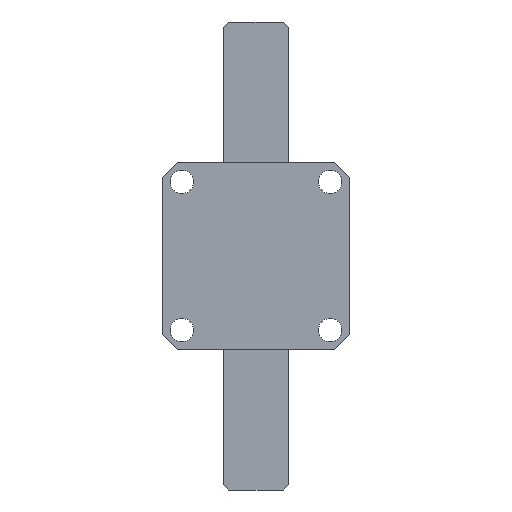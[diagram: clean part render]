
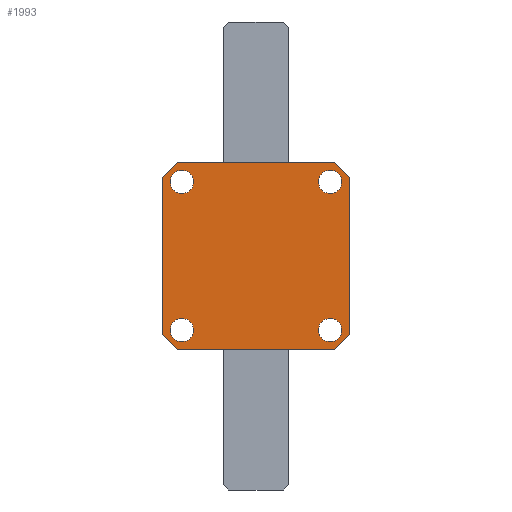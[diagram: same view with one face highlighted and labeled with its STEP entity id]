
A CAD part, front view. The second image highlights one B-rep face of the part: STEP entity #1993.
In plain terms, the highlighted planar face has unit normal (0, -1, 0).
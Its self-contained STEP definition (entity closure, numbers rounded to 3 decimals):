
#256 = CARTESIAN_POINT ( 'NONE',  ( -36., 0., 36. ) ) ;
#270 = VERTEX_POINT ( 'NONE', #6954 ) ;
#275 = VERTEX_POINT ( 'NONE', #1909 ) ;
#326 = ORIENTED_EDGE ( 'NONE', *, *, #3245, .F. ) ;
#335 = ORIENTED_EDGE ( 'NONE', *, *, #3262, .F. ) ;
#361 = ORIENTED_EDGE ( 'NONE', *, *, #3259, .F. ) ;
#409 = ORIENTED_EDGE ( 'NONE', *, *, #3265, .T. ) ;
#412 = ORIENTED_EDGE ( 'NONE', *, *, #3257, .F. ) ;
#446 = ORIENTED_EDGE ( 'NONE', *, *, #3260, .F. ) ;
#463 = ORIENTED_EDGE ( 'NONE', *, *, #3266, .T. ) ;
#474 = ORIENTED_EDGE ( 'NONE', *, *, #3251, .F. ) ;
#583 = ORIENTED_EDGE ( 'NONE', *, *, #3261, .F. ) ;
#616 = ORIENTED_EDGE ( 'NONE', *, *, #3247, .F. ) ;
#644 = ORIENTED_EDGE ( 'NONE', *, *, #3236, .F. ) ;
#700 = ORIENTED_EDGE ( 'NONE', *, *, #3264, .T. ) ;
#723 = ORIENTED_EDGE ( 'NONE', *, *, #3239, .F. ) ;
#786 = ORIENTED_EDGE ( 'NONE', *, *, #3263, .T. ) ;
#833 = ORIENTED_EDGE ( 'NONE', *, *, #2616, .F. ) ;
#837 = ORIENTED_EDGE ( 'NONE', *, *, #3254, .F. ) ;
#1178 = CIRCLE ( 'NONE', #5203, 4.5 ) ;
#1184 = CIRCLE ( 'NONE', #5206, 4.5 ) ;
#1187 = LINE ( 'NONE', #5438, #1198 ) ;
#1189 = CIRCLE ( 'NONE', #5207, 4.5 ) ;
#1198 = VECTOR ( 'NONE', #5432, 1000. ) ;
#1201 = VECTOR ( 'NONE', #5448, 1000. ) ;
#1202 = LINE ( 'NONE', #5446, #1201 ) ;
#1203 = LINE ( 'NONE', #5451, #1209 ) ;
#1209 = VECTOR ( 'NONE', #5452, 1000. ) ;
#1210 = CIRCLE ( 'NONE', #5214, 47. ) ;
#1211 = CIRCLE ( 'NONE', #5212, 4.5 ) ;
#1212 = CIRCLE ( 'NONE', #5211, 4.5 ) ;
#1214 = CIRCLE ( 'NONE', #5210, 4.5 ) ;
#1215 = CIRCLE ( 'NONE', #5215, 47. ) ;
#1216 = CIRCLE ( 'NONE', #5213, 4.5 ) ;
#1218 = CIRCLE ( 'NONE', #5217, 47. ) ;
#1219 = CIRCLE ( 'NONE', #5216, 47. ) ;
#1231 = CIRCLE ( 'NONE', #5201, 4.5 ) ;
#1536 = DIRECTION ( 'NONE',  ( 1., 0., 0. ) ) ;
#1909 = CARTESIAN_POINT ( 'NONE',  ( -36., 0., -30.216 ) ) ;
#1993 = ADVANCED_FACE ( 'NONE', ( #3765, #3471, #3756, #3794, #3814 ), #2897, .T. ) ;
#2253 = AXIS2_PLACEMENT_3D ( 'NONE', #2894, #2893, #2900 ) ;
#2616 = EDGE_CURVE ( 'NONE', #4162, #4197, #4006, .T. ) ;
#2893 = DIRECTION ( 'NONE',  ( 0., -1., 0. ) ) ;
#2894 = CARTESIAN_POINT ( 'NONE',  ( 0., 0., 0. ) ) ;
#2897 = PLANE ( 'NONE',  #2253 ) ;
#2900 = DIRECTION ( 'NONE',  ( 0., 0., -1. ) ) ;
#3236 = EDGE_CURVE ( 'NONE', #3677, #4212, #1231, .T. ) ;
#3239 = EDGE_CURVE ( 'NONE', #4156, #4231, #1178, .T. ) ;
#3245 = EDGE_CURVE ( 'NONE', #3997, #4188, #1184, .T. ) ;
#3247 = EDGE_CURVE ( 'NONE', #4023, #4178, #1189, .T. ) ;
#3251 = EDGE_CURVE ( 'NONE', #270, #3525, #1187, .T. ) ;
#3254 = EDGE_CURVE ( 'NONE', #3580, #4184, #1202, .T. ) ;
#3257 = EDGE_CURVE ( 'NONE', #275, #4003, #1203, .T. ) ;
#3259 = EDGE_CURVE ( 'NONE', #4178, #4023, #1214, .T. ) ;
#3260 = EDGE_CURVE ( 'NONE', #4188, #3997, #1212, .T. ) ;
#3261 = EDGE_CURVE ( 'NONE', #4212, #3677, #1211, .T. ) ;
#3262 = EDGE_CURVE ( 'NONE', #4231, #4156, #1216, .T. ) ;
#3263 = EDGE_CURVE ( 'NONE', #3580, #3525, #1210, .T. ) ;
#3264 = EDGE_CURVE ( 'NONE', #270, #4197, #1215, .T. ) ;
#3265 = EDGE_CURVE ( 'NONE', #4162, #4003, #1219, .T. ) ;
#3266 = EDGE_CURVE ( 'NONE', #275, #4184, #1218, .T. ) ;
#3359 = EDGE_LOOP ( 'NONE', ( #644, #583 ) ) ;
#3368 = EDGE_LOOP ( 'NONE', ( #326, #446 ) ) ;
#3374 = EDGE_LOOP ( 'NONE', ( #837, #786, #474, #700, #833, #409, #412, #463 ) ) ;
#3471 = FACE_BOUND ( 'NONE', #3368, .T. ) ;
#3525 = VERTEX_POINT ( 'NONE', #4969 ) ;
#3580 = VERTEX_POINT ( 'NONE', #4977 ) ;
#3677 = VERTEX_POINT ( 'NONE', #4986 ) ;
#3756 = FACE_BOUND ( 'NONE', #3359, .T. ) ;
#3765 = FACE_BOUND ( 'NONE', #4044, .T. ) ;
#3794 = FACE_BOUND ( 'NONE', #4183, .T. ) ;
#3796 = VECTOR ( 'NONE', #1536, 1000. ) ;
#3814 = FACE_OUTER_BOUND ( 'NONE', #3374, .T. ) ;
#3997 = VERTEX_POINT ( 'NONE', #5792 ) ;
#4003 = VERTEX_POINT ( 'NONE', #5784 ) ;
#4006 = LINE ( 'NONE', #256, #3796 ) ;
#4023 = VERTEX_POINT ( 'NONE', #5799 ) ;
#4044 = EDGE_LOOP ( 'NONE', ( #616, #361 ) ) ;
#4156 = VERTEX_POINT ( 'NONE', #5851 ) ;
#4162 = VERTEX_POINT ( 'NONE', #5855 ) ;
#4178 = VERTEX_POINT ( 'NONE', #5867 ) ;
#4183 = EDGE_LOOP ( 'NONE', ( #723, #335 ) ) ;
#4184 = VERTEX_POINT ( 'NONE', #5872 ) ;
#4188 = VERTEX_POINT ( 'NONE', #5874 ) ;
#4197 = VERTEX_POINT ( 'NONE', #5879 ) ;
#4212 = VERTEX_POINT ( 'NONE', #5885 ) ;
#4231 = VERTEX_POINT ( 'NONE', #5898 ) ;
#4969 = CARTESIAN_POINT ( 'NONE',  ( 36., 0., -30.216 ) ) ;
#4977 = CARTESIAN_POINT ( 'NONE',  ( 30.216, 0., -36. ) ) ;
#4986 = CARTESIAN_POINT ( 'NONE',  ( 28.5, 0., -24. ) ) ;
#5201 = AXIS2_PLACEMENT_3D ( 'NONE', #5401, #5402, #5403 ) ;
#5203 = AXIS2_PLACEMENT_3D ( 'NONE', #5410, #5411, #5412 ) ;
#5206 = AXIS2_PLACEMENT_3D ( 'NONE', #5424, #5425, #5426 ) ;
#5207 = AXIS2_PLACEMENT_3D ( 'NONE', #5429, #5430, #5431 ) ;
#5210 = AXIS2_PLACEMENT_3D ( 'NONE', #5454, #5455, #5456 ) ;
#5211 = AXIS2_PLACEMENT_3D ( 'NONE', #5457, #5458, #5459 ) ;
#5212 = AXIS2_PLACEMENT_3D ( 'NONE', #5460, #5461, #5462 ) ;
#5213 = AXIS2_PLACEMENT_3D ( 'NONE', #5463, #5464, #5465 ) ;
#5214 = AXIS2_PLACEMENT_3D ( 'NONE', #5466, #5467, #5468 ) ;
#5215 = AXIS2_PLACEMENT_3D ( 'NONE', #5469, #5470, #5471 ) ;
#5216 = AXIS2_PLACEMENT_3D ( 'NONE', #5472, #5473, #5474 ) ;
#5217 = AXIS2_PLACEMENT_3D ( 'NONE', #5475, #5476, #5477 ) ;
#5401 = CARTESIAN_POINT ( 'NONE',  ( 28.5, 0., -28.5 ) ) ;
#5402 = DIRECTION ( 'NONE',  ( 0., -1., 0. ) ) ;
#5403 = DIRECTION ( 'NONE',  ( 0., 0., -1. ) ) ;
#5410 = CARTESIAN_POINT ( 'NONE',  ( -28.5, 0., -28.5 ) ) ;
#5411 = DIRECTION ( 'NONE',  ( 0., -1., 0. ) ) ;
#5412 = DIRECTION ( 'NONE',  ( 0., 0., -1. ) ) ;
#5424 = CARTESIAN_POINT ( 'NONE',  ( 28.5, 0., 28.5 ) ) ;
#5425 = DIRECTION ( 'NONE',  ( 0., -1., 0. ) ) ;
#5426 = DIRECTION ( 'NONE',  ( 0., 0., -1. ) ) ;
#5429 = CARTESIAN_POINT ( 'NONE',  ( -28.5, 0., 28.5 ) ) ;
#5430 = DIRECTION ( 'NONE',  ( 0., -1., 0. ) ) ;
#5431 = DIRECTION ( 'NONE',  ( 0., 0., -1. ) ) ;
#5432 = DIRECTION ( 'NONE',  ( 0., 0., -1. ) ) ;
#5438 = CARTESIAN_POINT ( 'NONE',  ( 36., 0., 36. ) ) ;
#5446 = CARTESIAN_POINT ( 'NONE',  ( -36., 0., -36. ) ) ;
#5448 = DIRECTION ( 'NONE',  ( -1., 0., 0. ) ) ;
#5451 = CARTESIAN_POINT ( 'NONE',  ( -36., 0., 36. ) ) ;
#5452 = DIRECTION ( 'NONE',  ( 0., 0., 1. ) ) ;
#5454 = CARTESIAN_POINT ( 'NONE',  ( -28.5, 0., 28.5 ) ) ;
#5455 = DIRECTION ( 'NONE',  ( 0., -1., 0. ) ) ;
#5456 = DIRECTION ( 'NONE',  ( 0., 0., -1. ) ) ;
#5457 = CARTESIAN_POINT ( 'NONE',  ( 28.5, 0., 28.5 ) ) ;
#5458 = DIRECTION ( 'NONE',  ( 0., -1., 0. ) ) ;
#5459 = DIRECTION ( 'NONE',  ( 0., 0., -1. ) ) ;
#5460 = CARTESIAN_POINT ( 'NONE',  ( 28.5, 0., -28.5 ) ) ;
#5461 = DIRECTION ( 'NONE',  ( 0., -1., 0. ) ) ;
#5462 = DIRECTION ( 'NONE',  ( 0., 0., -1. ) ) ;
#5463 = CARTESIAN_POINT ( 'NONE',  ( -28.5, 0., -28.5 ) ) ;
#5464 = DIRECTION ( 'NONE',  ( 0., -1., 0. ) ) ;
#5465 = DIRECTION ( 'NONE',  ( 0., 0., -1. ) ) ;
#5466 = CARTESIAN_POINT ( 'NONE',  ( 0., 0., 0. ) ) ;
#5467 = DIRECTION ( 'NONE',  ( 0., -1., 0. ) ) ;
#5468 = DIRECTION ( 'NONE',  ( 0., 0., -1. ) ) ;
#5469 = CARTESIAN_POINT ( 'NONE',  ( 0., 0., 0. ) ) ;
#5470 = DIRECTION ( 'NONE',  ( 0., -1., 0. ) ) ;
#5471 = DIRECTION ( 'NONE',  ( 0., 0., -1. ) ) ;
#5472 = CARTESIAN_POINT ( 'NONE',  ( 0., 0., 0. ) ) ;
#5473 = DIRECTION ( 'NONE',  ( 0., -1., 0. ) ) ;
#5474 = DIRECTION ( 'NONE',  ( 0., 0., -1. ) ) ;
#5475 = CARTESIAN_POINT ( 'NONE',  ( 0., 0., 0. ) ) ;
#5476 = DIRECTION ( 'NONE',  ( 0., -1., 0. ) ) ;
#5477 = DIRECTION ( 'NONE',  ( 0., 0., -1. ) ) ;
#5784 = CARTESIAN_POINT ( 'NONE',  ( -36., 0., 30.216 ) ) ;
#5792 = CARTESIAN_POINT ( 'NONE',  ( 28.5, 0., 33. ) ) ;
#5799 = CARTESIAN_POINT ( 'NONE',  ( -28.5, 0., 33. ) ) ;
#5851 = CARTESIAN_POINT ( 'NONE',  ( -28.5, 0., -24. ) ) ;
#5855 = CARTESIAN_POINT ( 'NONE',  ( -30.216, 0., 36. ) ) ;
#5867 = CARTESIAN_POINT ( 'NONE',  ( -28.5, 0., 24. ) ) ;
#5872 = CARTESIAN_POINT ( 'NONE',  ( -30.216, 0., -36. ) ) ;
#5874 = CARTESIAN_POINT ( 'NONE',  ( 28.5, 0., 24. ) ) ;
#5879 = CARTESIAN_POINT ( 'NONE',  ( 30.216, 0., 36. ) ) ;
#5885 = CARTESIAN_POINT ( 'NONE',  ( 28.5, 0., -33. ) ) ;
#5898 = CARTESIAN_POINT ( 'NONE',  ( -28.5, 0., -33. ) ) ;
#6954 = CARTESIAN_POINT ( 'NONE',  ( 36., 0., 30.216 ) ) ;
